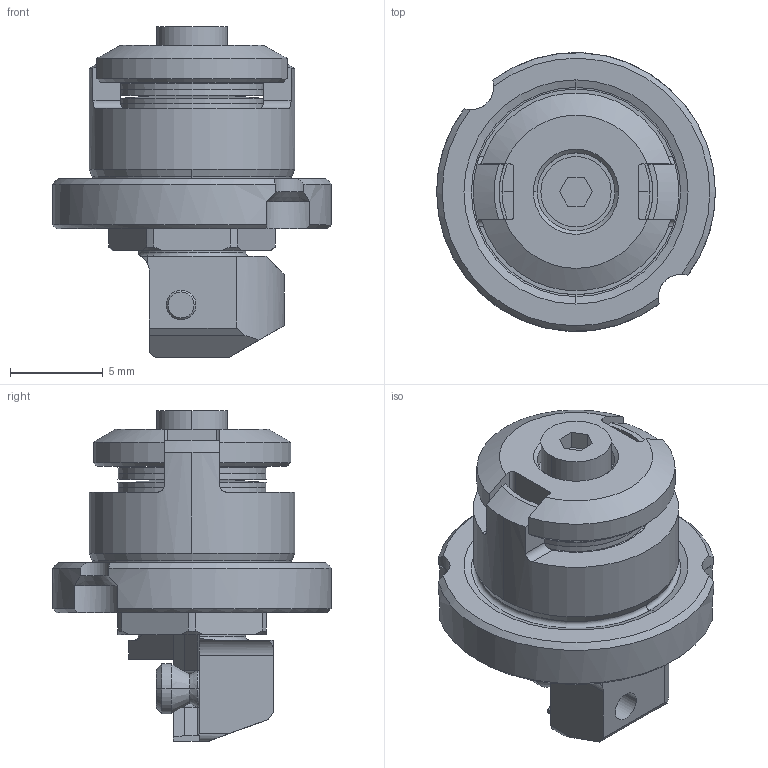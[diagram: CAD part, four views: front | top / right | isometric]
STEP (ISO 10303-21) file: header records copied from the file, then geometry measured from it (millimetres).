
FILE_DESCRIPTION(/* description */ (''),/* implementation_level */ '2;1');
FILE_NAME(/* name */ 'FV0-FVSC01S.stp',/* time_stamp */ '2019-09-03T15:16:10+09:00',/* author */ (''),/* organization */ (''),/* preprocessor_version */ 'ST-DEVELOPER v16',/* originating_system */ 'SIEMENS PLM Software NX 10.0',/* authorisation */ '');
FILE_SCHEMA (('AUTOMOTIVE_DESIGN { 1 0 10303 214 3 1 1 1 }'));
Length unit declared in the file: millimetre
Products named in the file (1): FV0-FVSC01S_ASM
Bounding box: 15.06 x 15.05 x 17.85 mm (x, y, z)
Volume: 1227.1 mm3; surface area: 2511.3 mm2
Topology: 12 solids, 12 shells, 569 faces, 1413 edges, 905 vertices
Faces by surface type: plane 326, cone 120, cylinder 98, torus 23, sphere 2
Entity records: 17742 total; most frequent: CARTESIAN_POINT 3638, DIRECTION 2948, ORIENTED_EDGE 2818, EDGE_CURVE 1409, AXIS2_PLACEMENT_3D 1024, VERTEX_POINT 905, LINE 900, VECTOR 900
